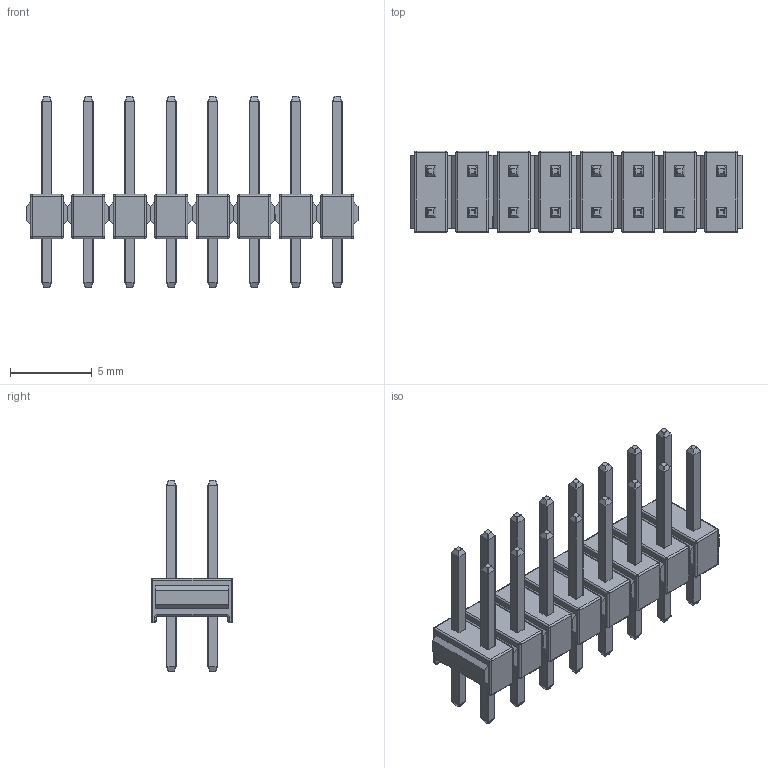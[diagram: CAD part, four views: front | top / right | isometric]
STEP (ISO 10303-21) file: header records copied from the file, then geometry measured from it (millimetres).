
FILE_DESCRIPTION(/* description */ (''),/* implementation_level */ '2;1');
FILE_NAME(/* name */ 'MA08X2-FEMALE.stp',/* time_stamp */ '2025-07-28T20:46:26-07:00',/* author */ ('mmajz'),/* organization */ (''),/* preprocessor_version */ 'ST-DEVELOPER v17',/* originating_system */ 'Autodesk Inventor 2019',/* authorisation */ '');
FILE_SCHEMA (('AUTOMOTIVE_DESIGN { 1 0 10303 214 3 1 1 }'));
Length unit declared in the file: millimetre
Products named in the file (2): MA08X2-FEMALE; XG8 Tin two Row 6mm Contact
Assembly tree (8 placements, depth 2):
  MA08X2-FEMALE
    XG8 Tin two Row 6mm Contact  x8
Bounding box: 20.32 x 5 x 11.7 mm (x, y, z)
Volume: 368.9 mm3; surface area: 1131.3 mm2
Topology: 48 solids, 48 shells, 1440 faces, 3264 edges, 1696 vertices
Faces by surface type: cylinder 640, plane 480, sphere 288, torus 32
Entity records: 4914 total; most frequent: DIRECTION 932, CARTESIAN_POINT 782, ORIENTED_EDGE 760, EDGE_CURVE 380, AXIS2_PLACEMENT_3D 362, VERTEX_POINT 212, LINE 208, VECTOR 208
